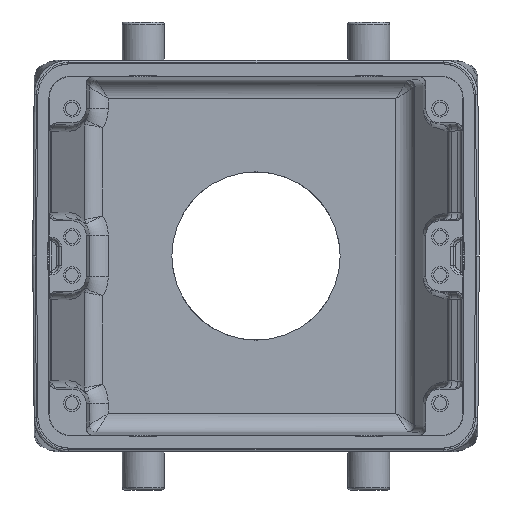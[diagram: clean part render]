
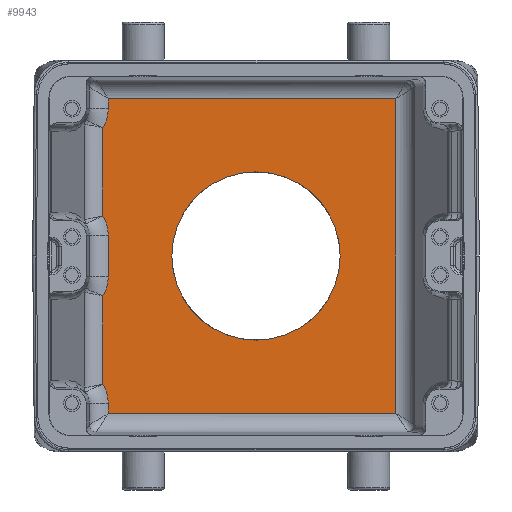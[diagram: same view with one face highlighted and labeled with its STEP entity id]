
A CAD part, front view. The second image highlights one B-rep face of the part: STEP entity #9943.
In plain terms, the highlighted planar face has unit normal (0, -1, 0).
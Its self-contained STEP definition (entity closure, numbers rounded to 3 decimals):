
#1217=CARTESIAN_POINT('',(-38.75,40.,-31.));
#1218=DIRECTION('',(0.,-1.,0.));
#1219=DIRECTION('',(1.,0.,0.));
#1220=AXIS2_PLACEMENT_3D('',#1217,#1218,#1219);
#1222=CARTESIAN_POINT('',(-38.75,40.,-4.4));
#1223=DIRECTION('',(0.,-1.,0.));
#1224=DIRECTION('',(0.853,0.,-0.521));
#1225=AXIS2_PLACEMENT_3D('',#1222,#1223,#1224);
#1227=CARTESIAN_POINT('',(-38.75,40.,4.4));
#1228=DIRECTION('',(0.,-1.,0.));
#1229=DIRECTION('',(1.,0.,0.));
#1230=AXIS2_PLACEMENT_3D('',#1227,#1228,#1229);
#1232=CARTESIAN_POINT('',(-38.75,40.,31.));
#1233=DIRECTION('',(0.,-1.,0.));
#1234=DIRECTION('',(0.853,0.,-0.521));
#1235=AXIS2_PLACEMENT_3D('',#1232,#1233,#1234);
#1237=CARTESIAN_POINT('',(0.,40.,0.));
#1238=DIRECTION('',(0.,-1.,0.));
#1239=DIRECTION('',(1.,0.,0.));
#1240=AXIS2_PLACEMENT_3D('',#1237,#1238,#1239);
#1242=CARTESIAN_POINT('',(0.,40.,0.));
#1243=DIRECTION('',(0.,-1.,0.));
#1244=DIRECTION('',(-1.,0.,0.));
#1245=AXIS2_PLACEMENT_3D('',#1242,#1243,#1244);
#1262=DIRECTION('',(-1.,0.,0.));
#1263=VECTOR('',#1262,60.552);
#1264=CARTESIAN_POINT('',(29.448,40.,33.104));
#1265=LINE('',#1264,#1263);
#1295=DIRECTION('',(0.,0.,1.));
#1296=VECTOR('',#1295,66.208);
#1297=CARTESIAN_POINT('',(29.448,40.,-33.104));
#1298=LINE('',#1297,#1296);
#1328=DIRECTION('',(1.,0.,0.));
#1329=VECTOR('',#1328,60.552);
#1330=CARTESIAN_POINT('',(-31.104,40.,-33.104));
#1331=LINE('',#1330,#1329);
#3133=DIRECTION('',(0.,0.,-1.));
#3134=VECTOR('',#3133,8.8);
#3135=CARTESIAN_POINT('',(-31.104,40.,4.4));
#3136=LINE('',#3135,#3134);
#3461=DIRECTION('',(0.,0.,-1.));
#3462=VECTOR('',#3461,2.104);
#3463=CARTESIAN_POINT('',(-31.104,40.,-31.));
#3464=LINE('',#3463,#3462);
#3532=DIRECTION('',(0.,0.,-1.));
#3533=VECTOR('',#3532,18.63);
#3534=CARTESIAN_POINT('',(-32.225,40.,-8.385));
#3535=LINE('',#3534,#3533);
#3728=DIRECTION('',(0.,0.,-1.));
#3729=VECTOR('',#3728,18.63);
#3730=CARTESIAN_POINT('',(-32.225,40.,27.015));
#3731=LINE('',#3730,#3729);
#3743=DIRECTION('',(0.,0.,-1.));
#3744=VECTOR('',#3743,2.104);
#3745=CARTESIAN_POINT('',(-31.104,40.,33.104));
#3746=LINE('',#3745,#3744);
#7094=CARTESIAN_POINT('',(-17.7,40.,0.));
#7095=VERTEX_POINT('',#7094);
#7096=CARTESIAN_POINT('',(17.7,40.,0.));
#7097=VERTEX_POINT('',#7096);
#7098=CARTESIAN_POINT('',(29.448,40.,33.104));
#7099=CARTESIAN_POINT('',(-31.104,40.,33.104));
#7100=VERTEX_POINT('',#7098);
#7101=VERTEX_POINT('',#7099);
#7102=CARTESIAN_POINT('',(29.448,40.,-33.104));
#7103=VERTEX_POINT('',#7102);
#7104=CARTESIAN_POINT('',(-31.104,40.,-33.104));
#7105=VERTEX_POINT('',#7104);
#7106=CARTESIAN_POINT('',(-31.104,40.,-31.));
#7107=VERTEX_POINT('',#7106);
#7108=CARTESIAN_POINT('',(-32.225,40.,-27.015));
#7109=VERTEX_POINT('',#7108);
#7110=CARTESIAN_POINT('',(-32.225,40.,-8.385));
#7111=VERTEX_POINT('',#7110);
#7112=CARTESIAN_POINT('',(-31.104,40.,-4.4));
#7113=VERTEX_POINT('',#7112);
#7114=CARTESIAN_POINT('',(-31.104,40.,4.4));
#7115=VERTEX_POINT('',#7114);
#7116=CARTESIAN_POINT('',(-32.225,40.,8.385));
#7117=VERTEX_POINT('',#7116);
#7118=CARTESIAN_POINT('',(-32.225,40.,27.015));
#7119=VERTEX_POINT('',#7118);
#7120=CARTESIAN_POINT('',(-31.104,40.,31.));
#7121=VERTEX_POINT('',#7120);
#9908=CARTESIAN_POINT('',(32.925,40.,-37.75));
#9909=DIRECTION('',(0.,1.,0.));
#9910=DIRECTION('',(-1.,0.,0.));
#9911=AXIS2_PLACEMENT_3D('',#9908,#9909,#9910);
#9912=PLANE('',#9911);
#9914=ORIENTED_EDGE('',*,*,#9913,.F.);
#9916=ORIENTED_EDGE('',*,*,#9915,.F.);
#9918=ORIENTED_EDGE('',*,*,#9917,.F.);
#9920=ORIENTED_EDGE('',*,*,#9919,.F.);
#9922=ORIENTED_EDGE('',*,*,#9921,.T.);
#9924=ORIENTED_EDGE('',*,*,#9923,.F.);
#9926=ORIENTED_EDGE('',*,*,#9925,.T.);
#9928=ORIENTED_EDGE('',*,*,#9927,.F.);
#9930=ORIENTED_EDGE('',*,*,#9929,.T.);
#9932=ORIENTED_EDGE('',*,*,#9931,.F.);
#9934=ORIENTED_EDGE('',*,*,#9933,.T.);
#9936=ORIENTED_EDGE('',*,*,#9935,.F.);
#9937=EDGE_LOOP('',(#9914,#9916,#9918,#9920,#9922,#9924,#9926,#9928,#9930,#9932,
#9934,#9936));
#9938=FACE_OUTER_BOUND('',#9937,.F.);
#9939=ORIENTED_EDGE('',*,*,#9888,.T.);
#9940=ORIENTED_EDGE('',*,*,#9902,.T.);
#9941=EDGE_LOOP('',(#9939,#9940));
#9942=FACE_BOUND('',#9941,.F.);
#9943=ADVANCED_FACE('',(#9938,#9942),#9912,.F.);
#1221=CIRCLE('',#1220,7.646);
#1226=CIRCLE('',#1225,7.646);
#1231=CIRCLE('',#1230,7.646);
#1236=CIRCLE('',#1235,7.646);
#1241=CIRCLE('',#1240,17.7);
#1246=CIRCLE('',#1245,17.7);
#9888=EDGE_CURVE('',#7097,#7095,#1241,.T.);
#9902=EDGE_CURVE('',#7095,#7097,#1246,.T.);
#9913=EDGE_CURVE('',#7100,#7101,#1265,.T.);
#9915=EDGE_CURVE('',#7103,#7100,#1298,.T.);
#9917=EDGE_CURVE('',#7105,#7103,#1331,.T.);
#9919=EDGE_CURVE('',#7107,#7105,#3464,.T.);
#9921=EDGE_CURVE('',#7107,#7109,#1221,.T.);
#9923=EDGE_CURVE('',#7111,#7109,#3535,.T.);
#9925=EDGE_CURVE('',#7111,#7113,#1226,.T.);
#9927=EDGE_CURVE('',#7115,#7113,#3136,.T.);
#9929=EDGE_CURVE('',#7115,#7117,#1231,.T.);
#9931=EDGE_CURVE('',#7119,#7117,#3731,.T.);
#9933=EDGE_CURVE('',#7119,#7121,#1236,.T.);
#9935=EDGE_CURVE('',#7101,#7121,#3746,.T.);
